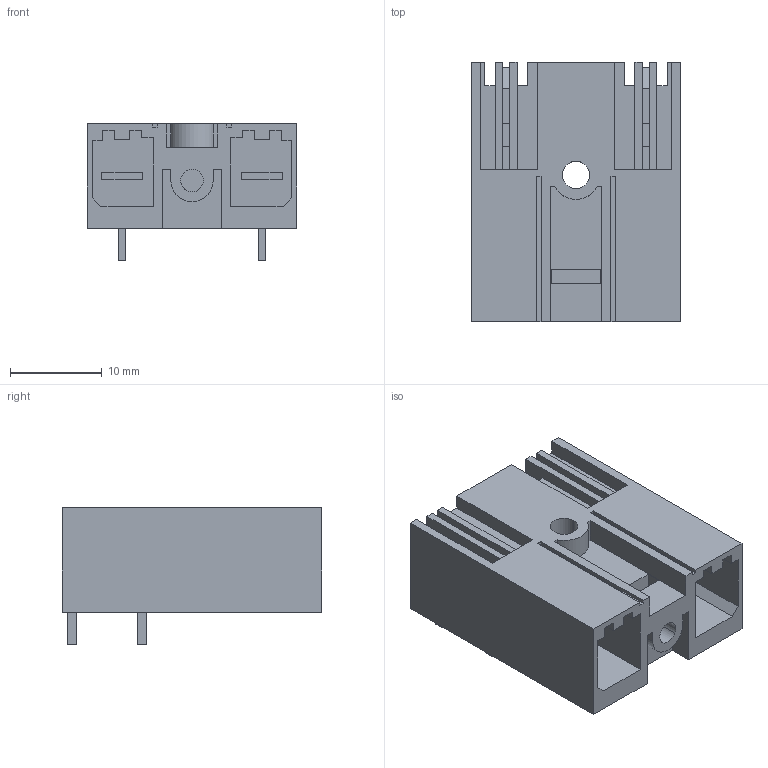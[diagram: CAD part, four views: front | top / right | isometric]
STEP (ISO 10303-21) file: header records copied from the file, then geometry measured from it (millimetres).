
FILE_DESCRIPTION(('CATIA V5 STEP Exchange','CAx-IF Rec.Pracs.--- Model Styling and Organization---1.4--- 2014-01-23'),'2;1');
FILE_NAME ('D1447706_1_1048390000_1048390000.stp','2021-04-30T14:06:15+00:00',('none'),('Weidmueller'),'CATIA Version 5-6 Release 2016 SP3 HF44','CATIA V5 STEP AP214','none');
FILE_SCHEMA(('AUTOMOTIVE_DESIGN { 1 0 10303 214 1 1 1 1 }'));
Length unit declared in the file: millimetre
Products named in the file (1): 1048390000
Bounding box: 22.86 x 28.3 x 14.9 mm (x, y, z)
Volume: 4429.7 mm3; surface area: 5453.9 mm2
Topology: 3 solids, 3 shells, 207 faces, 591 edges, 395 vertices
Faces by surface type: plane 191, cylinder 16
Entity records: 6488 total; most frequent: ORIENTED_EDGE 1182, CARTESIAN_POINT 1175, DIRECTION 933, EDGE_CURVE 591, VECTOR 557, LINE 557, VERTEX_POINT 395, EDGE_LOOP 220
